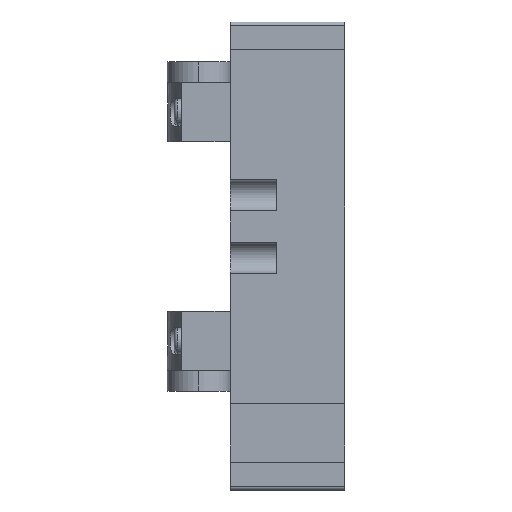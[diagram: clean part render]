
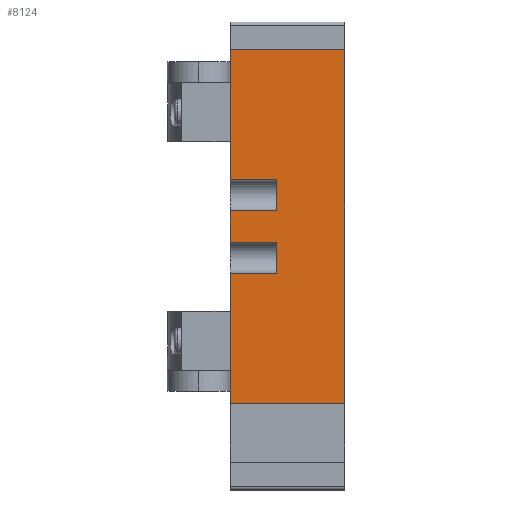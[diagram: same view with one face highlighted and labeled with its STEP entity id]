
A CAD part, left-side view. The second image highlights one B-rep face of the part: STEP entity #8124.
In plain terms, the highlighted planar face has unit normal (-1, 0, 0).
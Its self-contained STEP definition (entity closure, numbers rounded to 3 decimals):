
#96 = LINE ( 'NONE', #2260, #98 ) ;
#98 = VECTOR ( 'NONE', #2261, 1000. ) ;
#791 = AXIS2_PLACEMENT_3D ( 'NONE', #10555, #10556, #10557 ) ;
#2260 = CARTESIAN_POINT ( 'NONE',  ( -19., 16.5, 51. ) ) ;
#2261 = DIRECTION ( 'NONE',  ( 0., 0., -1. ) ) ;
#3454 = LINE ( 'NONE', #5393, #3455 ) ;
#3455 = VECTOR ( 'NONE', #5394, 1000. ) ;
#3468 = LINE ( 'NONE', #5407, #3469 ) ;
#3469 = VECTOR ( 'NONE', #5408, 1000. ) ;
#3470 = LINE ( 'NONE', #5409, #3471 ) ;
#3471 = VECTOR ( 'NONE', #5410, 1000. ) ;
#3472 = LINE ( 'NONE', #5411, #3473 ) ;
#3473 = VECTOR ( 'NONE', #5412, 1000. ) ;
#3474 = LINE ( 'NONE', #8817, #3475 ) ;
#3475 = VECTOR ( 'NONE', #8818, 1000. ) ;
#3476 = LINE ( 'NONE', #8819, #3477 ) ;
#3477 = VECTOR ( 'NONE', #8820, 1000. ) ;
#3478 = LINE ( 'NONE', #8821, #3479 ) ;
#3479 = VECTOR ( 'NONE', #8822, 1000. ) ;
#3484 = LINE ( 'NONE', #8827, #3485 ) ;
#3485 = VECTOR ( 'NONE', #8828, 1000. ) ;
#3486 = LINE ( 'NONE', #8829, #3487 ) ;
#3487 = VECTOR ( 'NONE', #8830, 1000. ) ;
#3492 = LINE ( 'NONE', #8835, #3493 ) ;
#3493 = VECTOR ( 'NONE', #8836, 1000. ) ;
#3513 = LINE ( 'NONE', #8862, #3514 ) ;
#3514 = VECTOR ( 'NONE', #8863, 1000. ) ;
#4524 = FACE_OUTER_BOUND ( 'NONE', #7044, .T. ) ;
#5077 = VERTEX_POINT ( 'NONE', #5551 ) ;
#5393 = CARTESIAN_POINT ( 'NONE',  ( -19., 3., 4.5 ) ) ;
#5394 = DIRECTION ( 'NONE',  ( 0., 1., 0. ) ) ;
#5407 = CARTESIAN_POINT ( 'NONE',  ( -19., 3., 13.5 ) ) ;
#5408 = DIRECTION ( 'NONE',  ( 0., 0., 1. ) ) ;
#5409 = CARTESIAN_POINT ( 'NONE',  ( -19., 16.5, 51. ) ) ;
#5410 = DIRECTION ( 'NONE',  ( 0., -1., 0. ) ) ;
#5411 = CARTESIAN_POINT ( 'NONE',  ( -19., 3., 13.5 ) ) ;
#5412 = DIRECTION ( 'NONE',  ( 0., 1., 0. ) ) ;
#5551 = CARTESIAN_POINT ( 'NONE',  ( -19., 16.5, -13.5 ) ) ;
#6438 = VERTEX_POINT ( 'NONE', #8533 ) ;
#6468 = VERTEX_POINT ( 'NONE', #8563 ) ;
#6479 = VERTEX_POINT ( 'NONE', #8574 ) ;
#6511 = VERTEX_POINT ( 'NONE', #8606 ) ;
#6535 = VERTEX_POINT ( 'NONE', #8630 ) ;
#6544 = VERTEX_POINT ( 'NONE', #8639 ) ;
#6550 = VERTEX_POINT ( 'NONE', #8645 ) ;
#6553 = VERTEX_POINT ( 'NONE', #8648 ) ;
#6574 = VERTEX_POINT ( 'NONE', #10261 ) ;
#6583 = VERTEX_POINT ( 'NONE', #10270 ) ;
#6584 = VERTEX_POINT ( 'NONE', #10271 ) ;
#6911 = EDGE_CURVE ( 'NONE', #5077, #6584, #96, .T. ) ;
#7044 = EDGE_LOOP ( 'NONE', ( #8284, #8283, #9953, #9951, #9949, #9948, #9947, #9946, #9944, #9943, #9942, #9941 ) ) ;
#8124 = ADVANCED_FACE ( 'NONE', ( #4524 ), #10554, .F. ) ;
#8283 = ORIENTED_EDGE ( 'NONE', *, *, #10140, .F. ) ;
#8284 = ORIENTED_EDGE ( 'NONE', *, *, #10144, .T. ) ;
#8533 = CARTESIAN_POINT ( 'NONE',  ( -19., 3., -13.5 ) ) ;
#8563 = CARTESIAN_POINT ( 'NONE',  ( -19., 3., 4.5 ) ) ;
#8574 = CARTESIAN_POINT ( 'NONE',  ( -19., 16.5, 4.5 ) ) ;
#8606 = CARTESIAN_POINT ( 'NONE',  ( -19., 16.5, 13.5 ) ) ;
#8630 = CARTESIAN_POINT ( 'NONE',  ( -19., 16.5, -4.5 ) ) ;
#8639 = CARTESIAN_POINT ( 'NONE',  ( -19., 16.5, 51. ) ) ;
#8645 = CARTESIAN_POINT ( 'NONE',  ( -19., 3., 13.5 ) ) ;
#8648 = CARTESIAN_POINT ( 'NONE',  ( -19., -16.5, -51. ) ) ;
#8817 = CARTESIAN_POINT ( 'NONE',  ( -19., 3., -13.5 ) ) ;
#8818 = DIRECTION ( 'NONE',  ( 0., 1., 0. ) ) ;
#8819 = CARTESIAN_POINT ( 'NONE',  ( -19., -16.5, 51. ) ) ;
#8820 = DIRECTION ( 'NONE',  ( 0., 0., -1. ) ) ;
#8821 = CARTESIAN_POINT ( 'NONE',  ( -19., 3., -4.5 ) ) ;
#8822 = DIRECTION ( 'NONE',  ( 0., 0., 1. ) ) ;
#8827 = CARTESIAN_POINT ( 'NONE',  ( -19., 3., -4.5 ) ) ;
#8828 = DIRECTION ( 'NONE',  ( 0., 1., 0. ) ) ;
#8829 = CARTESIAN_POINT ( 'NONE',  ( -19., 16.5, 51. ) ) ;
#8830 = DIRECTION ( 'NONE',  ( 0., 0., -1. ) ) ;
#8835 = CARTESIAN_POINT ( 'NONE',  ( -19., 16.5, 51. ) ) ;
#8836 = DIRECTION ( 'NONE',  ( 0., 0., -1. ) ) ;
#8862 = CARTESIAN_POINT ( 'NONE',  ( -19., 16.5, -51. ) ) ;
#8863 = DIRECTION ( 'NONE',  ( 0., -1., 0. ) ) ;
#9941 = ORIENTED_EDGE ( 'NONE', *, *, #10125, .T. ) ;
#9942 = ORIENTED_EDGE ( 'NONE', *, *, #10132, .F. ) ;
#9943 = ORIENTED_EDGE ( 'NONE', *, *, #10134, .F. ) ;
#9944 = ORIENTED_EDGE ( 'NONE', *, *, #10141, .T. ) ;
#9946 = ORIENTED_EDGE ( 'NONE', *, *, #10133, .F. ) ;
#9947 = ORIENTED_EDGE ( 'NONE', *, *, #10136, .F. ) ;
#9948 = ORIENTED_EDGE ( 'NONE', *, *, #10156, .T. ) ;
#9949 = ORIENTED_EDGE ( 'NONE', *, *, #6911, .T. ) ;
#9951 = ORIENTED_EDGE ( 'NONE', *, *, #10135, .T. ) ;
#9953 = ORIENTED_EDGE ( 'NONE', *, *, #10137, .F. ) ;
#10125 = EDGE_CURVE ( 'NONE', #6468, #6479, #3454, .T. ) ;
#10132 = EDGE_CURVE ( 'NONE', #6468, #6550, #3468, .T. ) ;
#10133 = EDGE_CURVE ( 'NONE', #6544, #6574, #3470, .T. ) ;
#10134 = EDGE_CURVE ( 'NONE', #6550, #6511, #3472, .T. ) ;
#10135 = EDGE_CURVE ( 'NONE', #6438, #5077, #3474, .T. ) ;
#10136 = EDGE_CURVE ( 'NONE', #6574, #6553, #3476, .T. ) ;
#10137 = EDGE_CURVE ( 'NONE', #6438, #6583, #3478, .T. ) ;
#10140 = EDGE_CURVE ( 'NONE', #6583, #6535, #3484, .T. ) ;
#10141 = EDGE_CURVE ( 'NONE', #6544, #6511, #3486, .T. ) ;
#10144 = EDGE_CURVE ( 'NONE', #6479, #6535, #3492, .T. ) ;
#10156 = EDGE_CURVE ( 'NONE', #6584, #6553, #3513, .T. ) ;
#10261 = CARTESIAN_POINT ( 'NONE',  ( -19., -16.5, 51. ) ) ;
#10270 = CARTESIAN_POINT ( 'NONE',  ( -19., 3., -4.5 ) ) ;
#10271 = CARTESIAN_POINT ( 'NONE',  ( -19., 16.5, -51. ) ) ;
#10554 = PLANE ( 'NONE',  #791 ) ;
#10555 = CARTESIAN_POINT ( 'NONE',  ( -19., 16.5, 51. ) ) ;
#10556 = DIRECTION ( 'NONE',  ( 1., 0., 0. ) ) ;
#10557 = DIRECTION ( 'NONE',  ( 0., 1., 0. ) ) ;
